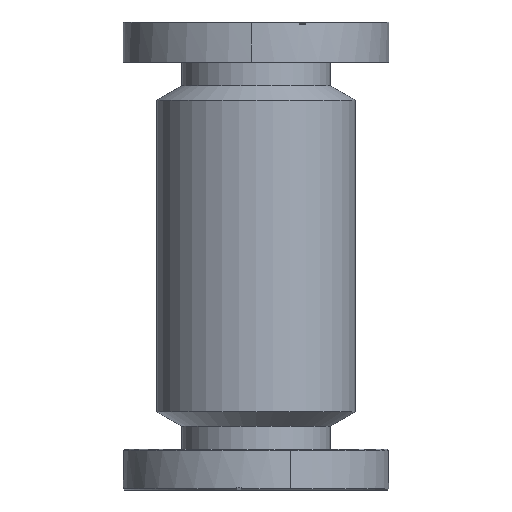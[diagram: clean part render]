
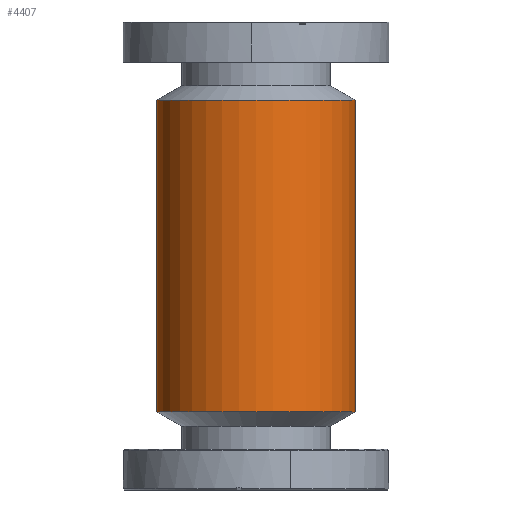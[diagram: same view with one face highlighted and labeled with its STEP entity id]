
A CAD part, front view. The second image highlights one B-rep face of the part: STEP entity #4407.
In plain terms, the highlighted cylindrical face has radius 42.5 mm (diameter 85 mm), a partial arc.
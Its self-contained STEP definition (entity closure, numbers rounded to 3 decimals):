
#290 = DIRECTION ( 'NONE',  ( 1., 0., 0. ) ) ;
#353 = AXIS2_PLACEMENT_3D ( 'NONE', #5717, #3003, #290 ) ;
#357 = VERTEX_POINT ( 'NONE', #5783 ) ;
#752 = VECTOR ( 'NONE', #4786, 1000. ) ;
#876 = CIRCLE ( 'NONE', #5568, 42.5 ) ;
#923 = DIRECTION ( 'NONE',  ( 0., 0., 1. ) ) ;
#1105 = ORIENTED_EDGE ( 'NONE', *, *, #3389, .F. ) ;
#1367 = ORIENTED_EDGE ( 'NONE', *, *, #3139, .F. ) ;
#1518 = FACE_OUTER_BOUND ( 'NONE', #3042, .T. ) ;
#1663 = CARTESIAN_POINT ( 'NONE',  ( -42.5, 0., 110.164 ) ) ;
#1794 = ORIENTED_EDGE ( 'NONE', *, *, #2297, .T. ) ;
#2026 = DIRECTION ( 'NONE',  ( 0., 0., 1. ) ) ;
#2100 = LINE ( 'NONE', #1663, #752 ) ;
#2297 = EDGE_CURVE ( 'NONE', #4282, #2321, #5780, .T. ) ;
#2321 = VERTEX_POINT ( 'NONE', #3816 ) ;
#2477 = CARTESIAN_POINT ( 'NONE',  ( 0., 0., -66.5 ) ) ;
#2938 = DIRECTION ( 'NONE',  ( 1., 0., 0. ) ) ;
#3003 = DIRECTION ( 'NONE',  ( 0., 0., 1. ) ) ;
#3041 = CARTESIAN_POINT ( 'NONE',  ( -42.5, 0., -66.5 ) ) ;
#3042 = EDGE_LOOP ( 'NONE', ( #1105, #3343, #1794, #1367 ) ) ;
#3139 = EDGE_CURVE ( 'NONE', #357, #2321, #4255, .T. ) ;
#3162 = DIRECTION ( 'NONE',  ( 1., 0., 0. ) ) ;
#3343 = ORIENTED_EDGE ( 'NONE', *, *, #3803, .T. ) ;
#3389 = EDGE_CURVE ( 'NONE', #3454, #357, #2100, .T. ) ;
#3454 = VERTEX_POINT ( 'NONE', #3041 ) ;
#3609 = CYLINDRICAL_SURFACE ( 'NONE', #3630, 42.5 ) ;
#3630 = AXIS2_PLACEMENT_3D ( 'NONE', #4490, #923, #3162 ) ;
#3803 = EDGE_CURVE ( 'NONE', #3454, #4282, #876, .T. ) ;
#3816 = CARTESIAN_POINT ( 'NONE',  ( 42.5, 0., 66.5 ) ) ;
#4255 = CIRCLE ( 'NONE', #353, 42.5 ) ;
#4258 = VECTOR ( 'NONE', #2026, 1000. ) ;
#4282 = VERTEX_POINT ( 'NONE', #5329 ) ;
#4407 = ADVANCED_FACE ( 'NONE', ( #1518 ), #3609, .T. ) ;
#4490 = CARTESIAN_POINT ( 'NONE',  ( 0., 0., 110.164 ) ) ;
#4698 = CARTESIAN_POINT ( 'NONE',  ( 42.5, 0., 110.164 ) ) ;
#4786 = DIRECTION ( 'NONE',  ( 0., 0., 1. ) ) ;
#5329 = CARTESIAN_POINT ( 'NONE',  ( 42.5, 0., -66.5 ) ) ;
#5568 = AXIS2_PLACEMENT_3D ( 'NONE', #2477, #5644, #2938 ) ;
#5644 = DIRECTION ( 'NONE',  ( 0., 0., 1. ) ) ;
#5717 = CARTESIAN_POINT ( 'NONE',  ( 0., 0., 66.5 ) ) ;
#5780 = LINE ( 'NONE', #4698, #4258 ) ;
#5783 = CARTESIAN_POINT ( 'NONE',  ( -42.5, 0., 66.5 ) ) ;
